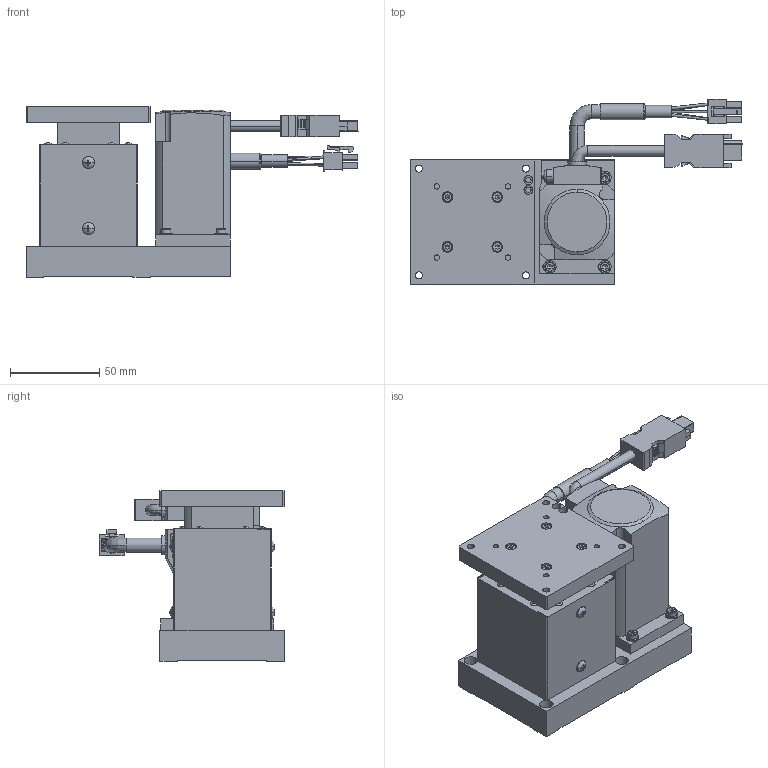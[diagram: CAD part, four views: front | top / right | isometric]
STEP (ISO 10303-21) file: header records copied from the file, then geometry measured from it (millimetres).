
FILE_DESCRIPTION( (''), '2;1');
FILE_NAME ('DR051302-0001-000-00.stp','2019-04-18T18:25:08',(''),(''),'spGate 13.4.4','','');
FILE_SCHEMA (('AUTOMOTIVE_DESIGN'));
Length unit declared in the file: millimetre
Products named in the file (6): Assembly; DR051302-0001-000-00-prt0; DR051302-0001-000-00-prt1; DR051302-0001-000-00-prt2; DR051302-0001-000-00-prt3; DR051302-0001-000-00-prt4
Assembly tree (5 placements, depth 2):
  Assembly
    DR051302-0001-000-00-prt0
    DR051302-0001-000-00-prt1
    DR051302-0001-000-00-prt2
    DR051302-0001-000-00-prt3
    DR051302-0001-000-00-prt4
Bounding box: 186.4 x 103.9 x 96 mm (x, y, z)
Volume: 454982.6 mm3; surface area: 118936.6 mm2
Topology: 5 solids, 5 shells, 2930 faces, 7489 edges, 4696 vertices
Faces by surface type: plane 1485, cylinder 1087, bspline 325, sphere 33
Entity records: 150580 total; most frequent: CARTESIAN_POINT 20351, DIRECTION 14981, ORIENTED_EDGE 14810, COLOUR_RGB 10340, PRESENTATION_STYLE_ASSIGNMENT 10340, STYLED_ITEM 10340, EDGE_CURVE 7405, DRAUGHTING_PRE_DEFINED_CURVE_FONT 7405
